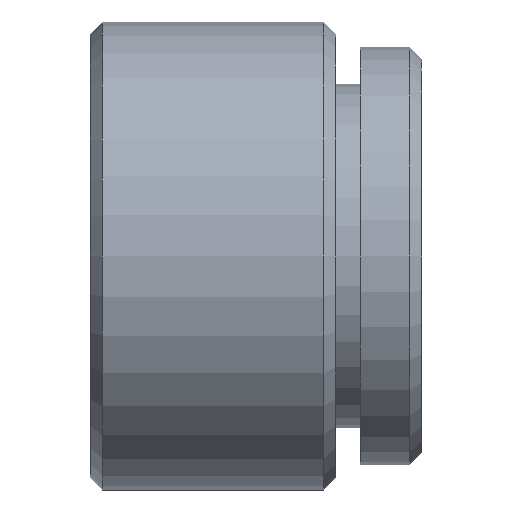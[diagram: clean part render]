
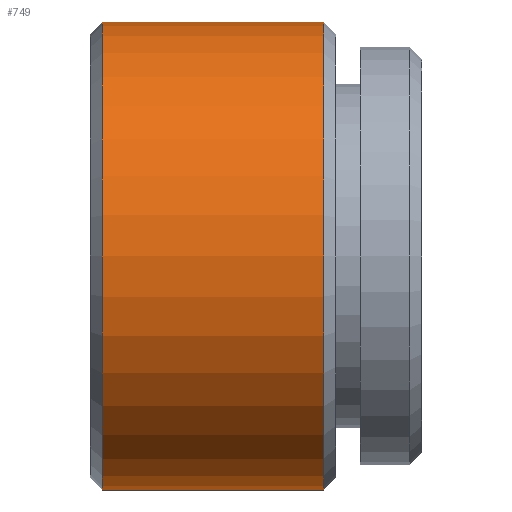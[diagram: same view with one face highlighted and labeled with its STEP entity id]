
A CAD part, left-side view. The second image highlights one B-rep face of the part: STEP entity #749.
In plain terms, the highlighted cylindrical face has radius 9.525 mm (diameter 19.05 mm), a partial arc.
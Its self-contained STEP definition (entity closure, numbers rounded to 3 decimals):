
#47 = EDGE_LOOP ( 'NONE', ( #49, #219, #317, #758 ) ) ;
#49 = ORIENTED_EDGE ( 'NONE', *, *, #441, .F. ) ;
#63 = DIRECTION ( 'NONE',  ( 0., 0., -1. ) ) ;
#106 = CARTESIAN_POINT ( 'NONE',  ( 0., 4., 0. ) ) ;
#108 = VECTOR ( 'NONE', #149, 1000. ) ;
#149 = DIRECTION ( 'NONE',  ( 0., -1., 0. ) ) ;
#174 = AXIS2_PLACEMENT_3D ( 'NONE', #106, #201, #837 ) ;
#179 = VERTEX_POINT ( 'NONE', #815 ) ;
#194 = CARTESIAN_POINT ( 'NONE',  ( 0., 13., 9.525 ) ) ;
#201 = DIRECTION ( 'NONE',  ( 0., 1., 0. ) ) ;
#219 = ORIENTED_EDGE ( 'NONE', *, *, #673, .T. ) ;
#291 = VERTEX_POINT ( 'NONE', #194 ) ;
#292 = VECTOR ( 'NONE', #306, 1000. ) ;
#294 = CIRCLE ( 'NONE', #744, 9.525 ) ;
#300 = DIRECTION ( 'NONE',  ( 0., -1., 0. ) ) ;
#306 = DIRECTION ( 'NONE',  ( 0., -1., 0. ) ) ;
#317 = ORIENTED_EDGE ( 'NONE', *, *, #614, .T. ) ;
#408 = LINE ( 'NONE', #747, #292 ) ;
#416 = CARTESIAN_POINT ( 'NONE',  ( 0., 0., 0. ) ) ;
#417 = FACE_OUTER_BOUND ( 'NONE', #47, .T. ) ;
#441 = EDGE_CURVE ( 'NONE', #291, #848, #408, .T. ) ;
#485 = CARTESIAN_POINT ( 'NONE',  ( 0., 0., -9.525 ) ) ;
#491 = CARTESIAN_POINT ( 'NONE',  ( 0., 4., 9.525 ) ) ;
#553 = CARTESIAN_POINT ( 'NONE',  ( 0., 13., 0. ) ) ;
#573 = CARTESIAN_POINT ( 'NONE',  ( 0., 4., -9.525 ) ) ;
#614 = EDGE_CURVE ( 'NONE', #179, #671, #618, .T. ) ;
#618 = LINE ( 'NONE', #485, #108 ) ;
#667 = CIRCLE ( 'NONE', #174, 9.525 ) ;
#670 = DIRECTION ( 'NONE',  ( 0., -1., 0. ) ) ;
#671 = VERTEX_POINT ( 'NONE', #573 ) ;
#673 = EDGE_CURVE ( 'NONE', #291, #179, #294, .T. ) ;
#704 = CYLINDRICAL_SURFACE ( 'NONE', #863, 9.525 ) ;
#744 = AXIS2_PLACEMENT_3D ( 'NONE', #553, #300, #800 ) ;
#747 = CARTESIAN_POINT ( 'NONE',  ( 0., 0., 9.525 ) ) ;
#749 = ADVANCED_FACE ( 'NONE', ( #417 ), #704, .T. ) ;
#758 = ORIENTED_EDGE ( 'NONE', *, *, #809, .T. ) ;
#800 = DIRECTION ( 'NONE',  ( 0., 0., 1. ) ) ;
#809 = EDGE_CURVE ( 'NONE', #671, #848, #667, .T. ) ;
#815 = CARTESIAN_POINT ( 'NONE',  ( 0., 13., -9.525 ) ) ;
#837 = DIRECTION ( 'NONE',  ( 0., 0., -1. ) ) ;
#848 = VERTEX_POINT ( 'NONE', #491 ) ;
#863 = AXIS2_PLACEMENT_3D ( 'NONE', #416, #670, #63 ) ;
